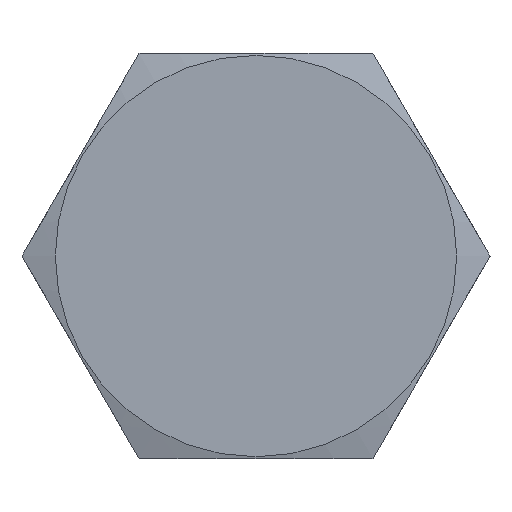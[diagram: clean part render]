
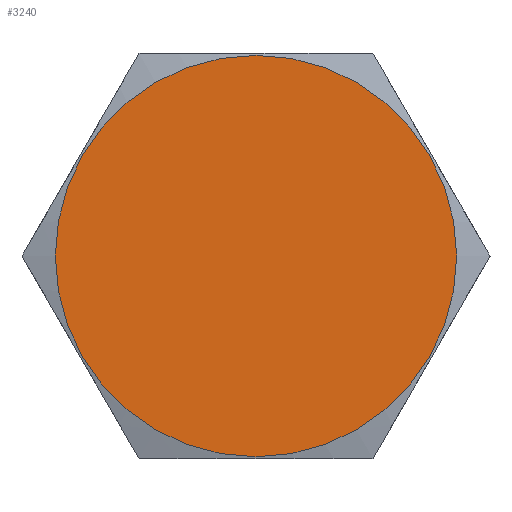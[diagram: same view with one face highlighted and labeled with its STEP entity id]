
A CAD part, left-side view. The second image highlights one B-rep face of the part: STEP entity #3240.
In plain terms, the highlighted planar face has unit normal (-1, 0, 0).
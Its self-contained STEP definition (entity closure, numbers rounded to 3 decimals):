
#1810 = CIRCLE ( 'NONE', #14673, 20.3 ) ;
#1875 = DIRECTION ( 'NONE',  ( 0., 0., 1. ) ) ;
#3185 = CARTESIAN_POINT ( 'NONE',  ( 0., 24.5, 0. ) ) ;
#3187 = DIRECTION ( 'NONE',  ( -1., 0., 0. ) ) ;
#3240 = ADVANCED_FACE ( 'NONE', ( #11482 ), #4590, .F. ) ;
#3553 = DIRECTION ( 'NONE',  ( 1., 0., 0. ) ) ;
#4590 = PLANE ( 'NONE',  #10287 ) ;
#5329 = EDGE_LOOP ( 'NONE', ( #12724 ) ) ;
#8863 = DIRECTION ( 'NONE',  ( 0., 0., -1. ) ) ;
#10287 = AXIS2_PLACEMENT_3D ( 'NONE', #3185, #3553, #8863 ) ;
#11482 = FACE_OUTER_BOUND ( 'NONE', #5329, .T. ) ;
#12724 = ORIENTED_EDGE ( 'NONE', *, *, #16245, .T. ) ;
#13960 = CARTESIAN_POINT ( 'NONE',  ( 0., 0., 20.3 ) ) ;
#14132 = VERTEX_POINT ( 'NONE', #13960 ) ;
#14673 = AXIS2_PLACEMENT_3D ( 'NONE', #16653, #3187, #1875 ) ;
#16245 = EDGE_CURVE ( 'NONE', #14132, #14132, #1810, .T. ) ;
#16653 = CARTESIAN_POINT ( 'NONE',  ( 0., 0., 0. ) ) ;
